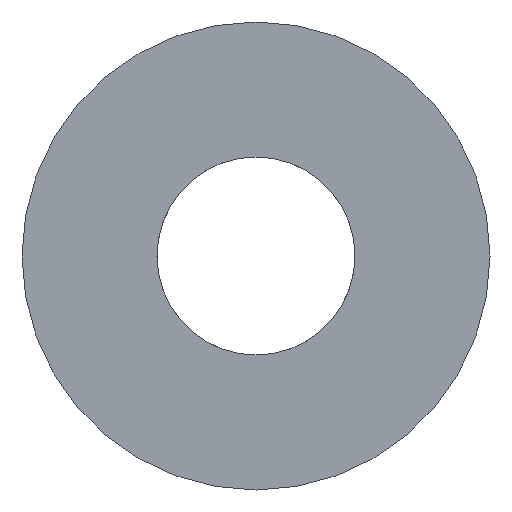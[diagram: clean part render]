
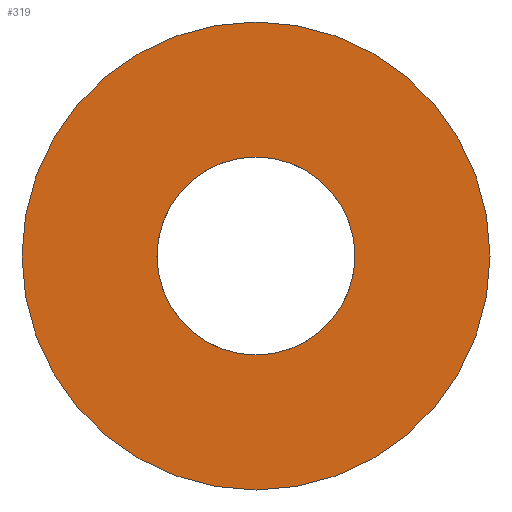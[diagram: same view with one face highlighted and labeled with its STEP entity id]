
A CAD part, front view. The second image highlights one B-rep face of the part: STEP entity #319.
In plain terms, the highlighted planar face has unit normal (0, -1, 0).
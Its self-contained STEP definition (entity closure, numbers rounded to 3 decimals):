
#7 = VERTEX_POINT ( 'NONE', #575 ) ;
#8 = AXIS2_PLACEMENT_3D ( 'NONE', #605, #828, #901 ) ;
#33 = EDGE_CURVE ( 'NONE', #71, #7, #838, .T. ) ;
#50 = CARTESIAN_POINT ( 'NONE',  ( 0., 0., 0. ) ) ;
#53 = VERTEX_POINT ( 'NONE', #933 ) ;
#70 = DIRECTION ( 'NONE',  ( 0., 0., -1. ) ) ;
#71 = VERTEX_POINT ( 'NONE', #132 ) ;
#80 = EDGE_CURVE ( 'NONE', #53, #256, #506, .T. ) ;
#105 = CARTESIAN_POINT ( 'NONE',  ( 0., 0., 0. ) ) ;
#115 = DIRECTION ( 'NONE',  ( 0., 0., 1. ) ) ;
#132 = CARTESIAN_POINT ( 'NONE',  ( 0., 0., -27.5 ) ) ;
#140 = AXIS2_PLACEMENT_3D ( 'NONE', #487, #715, #419 ) ;
#179 = CIRCLE ( 'NONE', #8, 27.5 ) ;
#232 = EDGE_CURVE ( 'NONE', #7, #71, #179, .T. ) ;
#256 = VERTEX_POINT ( 'NONE', #675 ) ;
#265 = EDGE_LOOP ( 'NONE', ( #403, #685 ) ) ;
#319 = ADVANCED_FACE ( 'NONE', ( #554, #752 ), #466, .F. ) ;
#357 = AXIS2_PLACEMENT_3D ( 'NONE', #50, #946, #633 ) ;
#364 = CARTESIAN_POINT ( 'NONE',  ( 0., 0., 0. ) ) ;
#403 = ORIENTED_EDGE ( 'NONE', *, *, #33, .T. ) ;
#419 = DIRECTION ( 'NONE',  ( 0., 0., 1. ) ) ;
#430 = DIRECTION ( 'NONE',  ( 0., -1., 0. ) ) ;
#466 = PLANE ( 'NONE',  #644 ) ;
#487 = CARTESIAN_POINT ( 'NONE',  ( 0., 0., 0. ) ) ;
#506 = CIRCLE ( 'NONE', #748, 65. ) ;
#554 = FACE_BOUND ( 'NONE', #265, .T. ) ;
#575 = CARTESIAN_POINT ( 'NONE',  ( 0., 0., 27.5 ) ) ;
#605 = CARTESIAN_POINT ( 'NONE',  ( 0., 0., 0. ) ) ;
#633 = DIRECTION ( 'NONE',  ( 0., 0., -1. ) ) ;
#644 = AXIS2_PLACEMENT_3D ( 'NONE', #105, #832, #115 ) ;
#675 = CARTESIAN_POINT ( 'NONE',  ( 0., 0., 65. ) ) ;
#685 = ORIENTED_EDGE ( 'NONE', *, *, #232, .T. ) ;
#705 = ORIENTED_EDGE ( 'NONE', *, *, #726, .T. ) ;
#715 = DIRECTION ( 'NONE',  ( 0., 1., 0. ) ) ;
#726 = EDGE_CURVE ( 'NONE', #256, #53, #798, .T. ) ;
#748 = AXIS2_PLACEMENT_3D ( 'NONE', #364, #430, #70 ) ;
#752 = FACE_OUTER_BOUND ( 'NONE', #772, .T. ) ;
#772 = EDGE_LOOP ( 'NONE', ( #908, #705 ) ) ;
#798 = CIRCLE ( 'NONE', #357, 65. ) ;
#828 = DIRECTION ( 'NONE',  ( 0., 1., 0. ) ) ;
#832 = DIRECTION ( 'NONE',  ( 0., 1., 0. ) ) ;
#838 = CIRCLE ( 'NONE', #140, 27.5 ) ;
#901 = DIRECTION ( 'NONE',  ( 0., 0., 1. ) ) ;
#908 = ORIENTED_EDGE ( 'NONE', *, *, #80, .T. ) ;
#933 = CARTESIAN_POINT ( 'NONE',  ( 0., 0., -65. ) ) ;
#946 = DIRECTION ( 'NONE',  ( 0., -1., 0. ) ) ;
